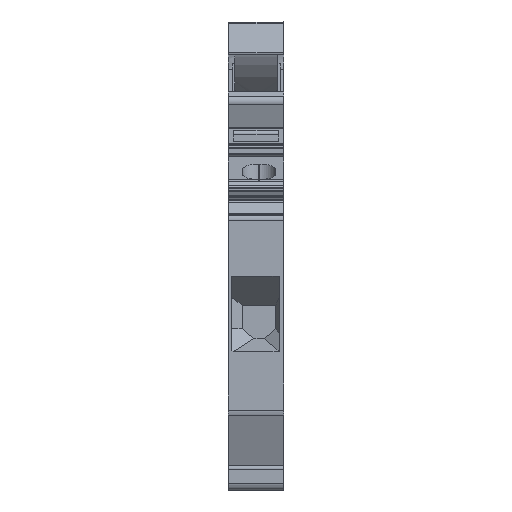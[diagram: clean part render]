
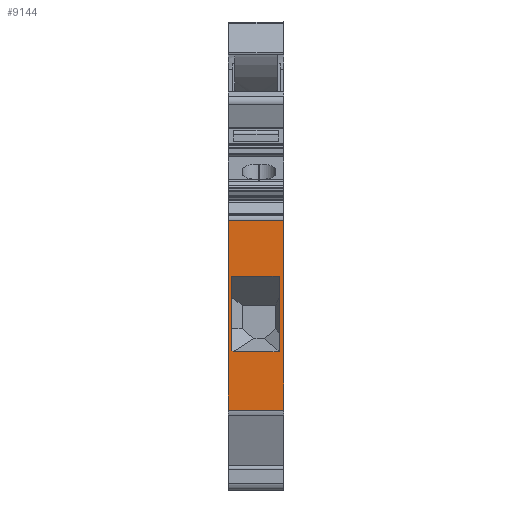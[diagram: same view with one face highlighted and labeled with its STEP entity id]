
A CAD part, front view. The second image highlights one B-rep face of the part: STEP entity #9144.
In plain terms, the highlighted planar face has unit normal (0, -1, 0).
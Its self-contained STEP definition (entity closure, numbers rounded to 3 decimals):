
#9101=AXIS2_PLACEMENT_3D('Plane Axis2P3D',#9098,#9099,#9100) ;
#3087=CARTESIAN_POINT('Line Origine',(0.05,0.,25.574)) ;
#3091=CARTESIAN_POINT('Vertex',(0.05,0.,31.058)) ;
#3093=CARTESIAN_POINT('Vertex',(0.05,0.,20.09)) ;
#3128=CARTESIAN_POINT('Line Origine',(0.64,0.,20.207)) ;
#3132=CARTESIAN_POINT('Vertex',(0.78,0.,20.09)) ;
#3134=CARTESIAN_POINT('Vertex',(0.5,0.,20.325)) ;
#3165=CARTESIAN_POINT('Vertex',(0.5,0.,31.058)) ;
#3168=CARTESIAN_POINT('Line Origine',(0.5,0.,25.692)) ;
#3190=CARTESIAN_POINT('Vertex',(7.4,0.,31.058)) ;
#3193=CARTESIAN_POINT('Line Origine',(3.95,0.,31.058)) ;
#3217=CARTESIAN_POINT('Vertex',(7.4,0.,20.09)) ;
#3220=CARTESIAN_POINT('Line Origine',(7.4,0.,25.574)) ;
#3239=CARTESIAN_POINT('Line Origine',(4.09,0.,20.09)) ;
#5264=CARTESIAN_POINT('Line Origine',(0.025,0.,31.058)) ;
#5268=CARTESIAN_POINT('Vertex',(0.,0.,31.058)) ;
#5320=CARTESIAN_POINT('Vertex',(0.,0.,20.09)) ;
#5323=CARTESIAN_POINT('Line Origine',(0.025,0.,20.09)) ;
#9075=CARTESIAN_POINT('Vertex',(0.,0.,39.164)) ;
#9078=CARTESIAN_POINT('Line Origine',(4.05,0.,39.164)) ;
#9082=CARTESIAN_POINT('Vertex',(8.1,0.,39.164)) ;
#9098=CARTESIAN_POINT('Axis2P3D Location',(0.,0.,39.164)) ;
#9103=CARTESIAN_POINT('Line Origine',(0.,0.,35.111)) ;
#9108=CARTESIAN_POINT('Line Origine',(0.,0.,15.844)) ;
#9112=CARTESIAN_POINT('Vertex',(0.,0.,11.598)) ;
#9115=CARTESIAN_POINT('Line Origine',(4.05,0.,11.598)) ;
#9119=CARTESIAN_POINT('Vertex',(8.1,0.,11.598)) ;
#9122=CARTESIAN_POINT('Line Origine',(8.1,0.,25.381)) ;
#3088=DIRECTION('Vector Direction',(0.,0.,-1.)) ;
#3129=DIRECTION('Vector Direction',(-0.766,0.,0.643)) ;
#3169=DIRECTION('Vector Direction',(0.,0.,-1.)) ;
#3194=DIRECTION('Vector Direction',(-1.,0.,0.)) ;
#3221=DIRECTION('Vector Direction',(0.,0.,-1.)) ;
#3240=DIRECTION('Vector Direction',(-1.,0.,0.)) ;
#5265=DIRECTION('Vector Direction',(-1.,0.,0.)) ;
#5324=DIRECTION('Vector Direction',(-1.,0.,0.)) ;
#9079=DIRECTION('Vector Direction',(1.,0.,0.)) ;
#9099=DIRECTION('Axis2P3D Direction',(0.,-1.,0.)) ;
#9100=DIRECTION('Axis2P3D XDirection',(0.,0.,-1.)) ;
#9104=DIRECTION('Vector Direction',(0.,0.,1.)) ;
#9109=DIRECTION('Vector Direction',(0.,0.,1.)) ;
#9116=DIRECTION('Vector Direction',(1.,0.,0.)) ;
#9123=DIRECTION('Vector Direction',(0.,0.,1.)) ;
#3089=VECTOR('Line Direction',#3088,1.) ;
#3130=VECTOR('Line Direction',#3129,1.) ;
#3170=VECTOR('Line Direction',#3169,1.) ;
#3195=VECTOR('Line Direction',#3194,1.) ;
#3222=VECTOR('Line Direction',#3221,1.) ;
#3241=VECTOR('Line Direction',#3240,1.) ;
#5266=VECTOR('Line Direction',#5265,1.) ;
#5325=VECTOR('Line Direction',#5324,1.) ;
#9080=VECTOR('Line Direction',#9079,1.) ;
#9105=VECTOR('Line Direction',#9104,1.) ;
#9110=VECTOR('Line Direction',#9109,1.) ;
#9117=VECTOR('Line Direction',#9116,1.) ;
#9124=VECTOR('Line Direction',#9123,1.) ;
#9128=ORIENTED_EDGE('',*,*,#9084,.T.) ;
#9129=ORIENTED_EDGE('',*,*,#9107,.T.) ;
#9130=ORIENTED_EDGE('',*,*,#5270,.F.) ;
#9131=ORIENTED_EDGE('',*,*,#3095,.T.) ;
#9132=ORIENTED_EDGE('',*,*,#5327,.T.) ;
#9133=ORIENTED_EDGE('',*,*,#9114,.T.) ;
#9134=ORIENTED_EDGE('',*,*,#9121,.F.) ;
#9135=ORIENTED_EDGE('',*,*,#9126,.T.) ;
#9138=ORIENTED_EDGE('',*,*,#3136,.T.) ;
#9139=ORIENTED_EDGE('',*,*,#3172,.F.) ;
#9140=ORIENTED_EDGE('',*,*,#3197,.F.) ;
#9141=ORIENTED_EDGE('',*,*,#3224,.T.) ;
#9142=ORIENTED_EDGE('',*,*,#3243,.T.) ;
#9143=FACE_BOUND('',#9137,.T.) ;
#9144=ADVANCED_FACE('WTTB 6',(#9136,#9143),#9102,.T.) ;
#3095=EDGE_CURVE('',#3092,#3094,#3090,.T.) ;
#3136=EDGE_CURVE('',#3133,#3135,#3131,.T.) ;
#3172=EDGE_CURVE('',#3166,#3135,#3171,.T.) ;
#3197=EDGE_CURVE('',#3191,#3166,#3196,.T.) ;
#3224=EDGE_CURVE('',#3191,#3218,#3223,.T.) ;
#3243=EDGE_CURVE('',#3218,#3133,#3242,.T.) ;
#5270=EDGE_CURVE('',#3092,#5269,#5267,.T.) ;
#5327=EDGE_CURVE('',#3094,#5321,#5326,.T.) ;
#9084=EDGE_CURVE('',#9083,#9076,#9081,.F.) ;
#9107=EDGE_CURVE('',#9076,#5269,#9106,.F.) ;
#9114=EDGE_CURVE('',#5321,#9113,#9111,.F.) ;
#9121=EDGE_CURVE('',#9120,#9113,#9118,.F.) ;
#9126=EDGE_CURVE('',#9120,#9083,#9125,.T.) ;
#9127=EDGE_LOOP('',(#9128,#9129,#9130,#9131,#9132,#9133,#9134,#9135)) ;
#9137=EDGE_LOOP('',(#9138,#9139,#9140,#9141,#9142)) ;
#9136=FACE_OUTER_BOUND('',#9127,.T.) ;
#3090=LINE('Line',#3087,#3089) ;
#3131=LINE('Line',#3128,#3130) ;
#3171=LINE('Line',#3168,#3170) ;
#3196=LINE('Line',#3193,#3195) ;
#3223=LINE('Line',#3220,#3222) ;
#3242=LINE('Line',#3239,#3241) ;
#5267=LINE('Line',#5264,#5266) ;
#5326=LINE('Line',#5323,#5325) ;
#9081=LINE('Line',#9078,#9080) ;
#9106=LINE('Line',#9103,#9105) ;
#9111=LINE('Line',#9108,#9110) ;
#9118=LINE('Line',#9115,#9117) ;
#9125=LINE('Line',#9122,#9124) ;
#9102=PLANE('',#9101) ;
#3092=VERTEX_POINT('',#3091) ;
#3094=VERTEX_POINT('',#3093) ;
#3133=VERTEX_POINT('',#3132) ;
#3135=VERTEX_POINT('',#3134) ;
#3166=VERTEX_POINT('',#3165) ;
#3191=VERTEX_POINT('',#3190) ;
#3218=VERTEX_POINT('',#3217) ;
#5269=VERTEX_POINT('',#5268) ;
#5321=VERTEX_POINT('',#5320) ;
#9076=VERTEX_POINT('',#9075) ;
#9083=VERTEX_POINT('',#9082) ;
#9113=VERTEX_POINT('',#9112) ;
#9120=VERTEX_POINT('',#9119) ;
